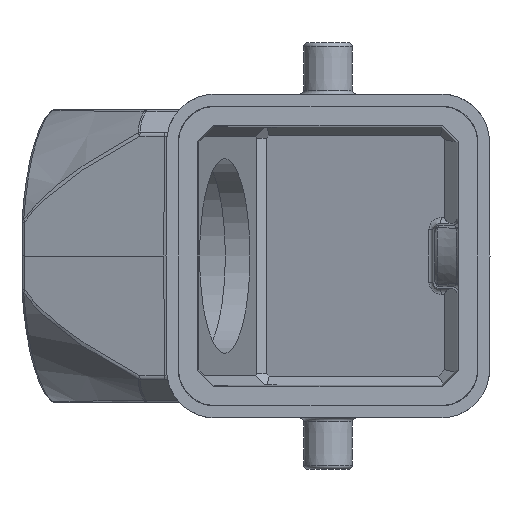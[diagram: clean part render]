
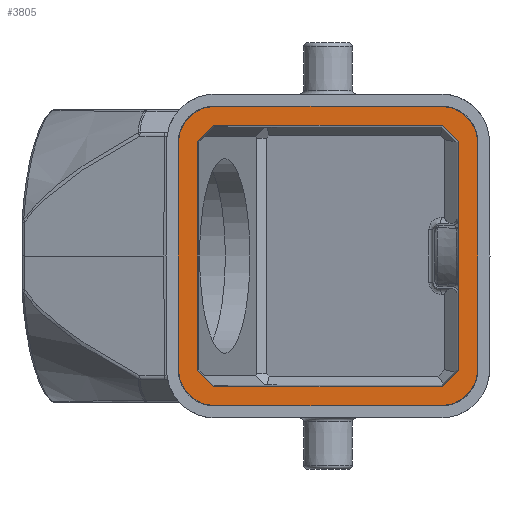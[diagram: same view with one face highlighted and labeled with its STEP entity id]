
A CAD part, front view. The second image highlights one B-rep face of the part: STEP entity #3805.
In plain terms, the highlighted planar face has unit normal (0, -1, 0).
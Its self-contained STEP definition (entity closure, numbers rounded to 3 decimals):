
#319=FACE_BOUND('',#828,.T.);
#369=PLANE('',#4214);
#581=FACE_OUTER_BOUND('',#827,.T.);
#827=EDGE_LOOP('',(#3362,#3363,#3364,#3365,#3366,#3367,#3368,#3369));
#828=EDGE_LOOP('',(#3370,#3371,#3372,#3373,#3374,#3375,#3376,#3377));
#1066=LINE('',#8581,#1325);
#1088=LINE('',#9203,#1347);
#1089=LINE('',#9566,#1348);
#1090=LINE('',#9569,#1349);
#1091=LINE('',#9571,#1350);
#1092=LINE('',#9575,#1351);
#1093=LINE('',#9579,#1352);
#1094=LINE('',#9581,#1353);
#1095=LINE('',#9583,#1354);
#1096=LINE('',#9584,#1355);
#1097=LINE('',#9586,#1356);
#1098=LINE('',#9587,#1357);
#1325=VECTOR('',#5103,1.906);
#1347=VECTOR('',#5159,18.805);
#1348=VECTOR('',#5164,18.6);
#1349=VECTOR('',#5167,18.6);
#1350=VECTOR('',#5168,18.6);
#1351=VECTOR('',#5171,18.6);
#1352=VECTOR('',#5174,1.906);
#1353=VECTOR('',#5175,18.805);
#1354=VECTOR('',#5176,1.906);
#1355=VECTOR('',#5177,18.805);
#1356=VECTOR('',#5178,1.906);
#1357=VECTOR('',#5179,18.805);
#1403=CIRCLE('',#3884,3.);
#1542=CIRCLE('',#4215,3.);
#1543=CIRCLE('',#4216,3.);
#1544=CIRCLE('',#4217,3.);
#1570=VERTEX_POINT('',#5375);
#1571=VERTEX_POINT('',#5377);
#1831=VERTEX_POINT('',#8578);
#1832=VERTEX_POINT('',#8580);
#1860=VERTEX_POINT('',#9201);
#1862=VERTEX_POINT('',#9564);
#1863=VERTEX_POINT('',#9565);
#1864=VERTEX_POINT('',#9567);
#1865=VERTEX_POINT('',#9570);
#1866=VERTEX_POINT('',#9572);
#1867=VERTEX_POINT('',#9574);
#1868=VERTEX_POINT('',#9577);
#1869=VERTEX_POINT('',#9578);
#1870=VERTEX_POINT('',#9580);
#1871=VERTEX_POINT('',#9582);
#1872=VERTEX_POINT('',#9585);
#1903=EDGE_CURVE('',#1571,#1570,#1403,.T.);
#2338=EDGE_CURVE('',#1832,#1831,#1066,.T.);
#2380=EDGE_CURVE('',#1860,#1831,#1088,.T.);
#2386=EDGE_CURVE('',#1862,#1863,#1089,.T.);
#2387=EDGE_CURVE('',#1862,#1864,#1542,.T.);
#2388=EDGE_CURVE('',#1571,#1864,#1090,.T.);
#2389=EDGE_CURVE('',#1865,#1570,#1091,.T.);
#2390=EDGE_CURVE('',#1865,#1866,#1543,.T.);
#2391=EDGE_CURVE('',#1867,#1866,#1092,.T.);
#2392=EDGE_CURVE('',#1867,#1863,#1544,.T.);
#2393=EDGE_CURVE('',#1868,#1869,#1093,.T.);
#2394=EDGE_CURVE('',#1870,#1869,#1094,.T.);
#2395=EDGE_CURVE('',#1870,#1871,#1095,.T.);
#2396=EDGE_CURVE('',#1832,#1871,#1096,.T.);
#2397=EDGE_CURVE('',#1860,#1872,#1097,.T.);
#2398=EDGE_CURVE('',#1868,#1872,#1098,.T.);
#3362=ORIENTED_EDGE('',*,*,#2386,.F.);
#3363=ORIENTED_EDGE('',*,*,#2387,.T.);
#3364=ORIENTED_EDGE('',*,*,#2388,.F.);
#3365=ORIENTED_EDGE('',*,*,#1903,.T.);
#3366=ORIENTED_EDGE('',*,*,#2389,.F.);
#3367=ORIENTED_EDGE('',*,*,#2390,.T.);
#3368=ORIENTED_EDGE('',*,*,#2391,.F.);
#3369=ORIENTED_EDGE('',*,*,#2392,.T.);
#3370=ORIENTED_EDGE('',*,*,#2393,.T.);
#3371=ORIENTED_EDGE('',*,*,#2394,.F.);
#3372=ORIENTED_EDGE('',*,*,#2395,.T.);
#3373=ORIENTED_EDGE('',*,*,#2396,.F.);
#3374=ORIENTED_EDGE('',*,*,#2338,.T.);
#3375=ORIENTED_EDGE('',*,*,#2380,.F.);
#3376=ORIENTED_EDGE('',*,*,#2397,.T.);
#3377=ORIENTED_EDGE('',*,*,#2398,.F.);
#3805=ADVANCED_FACE('',(#581,#319),#369,.T.);
#3884=AXIS2_PLACEMENT_3D('',#5378,#4298,#4299);
#4214=AXIS2_PLACEMENT_3D('',#9563,#5162,#5163);
#4215=AXIS2_PLACEMENT_3D('',#9568,#5165,#5166);
#4216=AXIS2_PLACEMENT_3D('',#9573,#5169,#5170);
#4217=AXIS2_PLACEMENT_3D('',#9576,#5172,#5173);
#4298=DIRECTION('center_axis',(0.,-1.,0.));
#4299=DIRECTION('ref_axis',(0.,0.,-1.));
#5103=DIRECTION('',(0.707,0.,-0.707));
#5159=DIRECTION('',(0.,0.,1.));
#5162=DIRECTION('center_axis',(0.,-1.,0.));
#5163=DIRECTION('ref_axis',(0.,0.,-1.));
#5164=DIRECTION('',(0.,0.,1.));
#5165=DIRECTION('center_axis',(0.,-1.,0.));
#5166=DIRECTION('ref_axis',(-1.,0.,0.));
#5167=DIRECTION('',(-1.,0.,0.));
#5168=DIRECTION('',(0.,0.,-1.));
#5169=DIRECTION('center_axis',(0.,-1.,0.));
#5170=DIRECTION('ref_axis',(1.,0.,0.));
#5171=DIRECTION('',(1.,0.,0.));
#5172=DIRECTION('center_axis',(0.,-1.,0.));
#5173=DIRECTION('ref_axis',(0.,0.,1.));
#5174=DIRECTION('',(-0.707,0.,0.707));
#5175=DIRECTION('',(0.,0.,-1.));
#5176=DIRECTION('',(0.707,0.,0.707));
#5177=DIRECTION('',(-1.,0.,0.));
#5178=DIRECTION('',(-0.707,0.,-0.707));
#5179=DIRECTION('',(1.,0.,0.));
#5375=CARTESIAN_POINT('',(12.3,3.7,-9.3));
#5377=CARTESIAN_POINT('',(9.3,3.7,-12.3));
#5378=CARTESIAN_POINT('Origin',(9.3,3.7,-9.3));
#8578=CARTESIAN_POINT('',(10.75,3.7,9.403));
#8580=CARTESIAN_POINT('',(9.403,3.7,10.75));
#8581=CARTESIAN_POINT('',(9.403,3.7,10.75));
#9201=CARTESIAN_POINT('',(10.75,3.7,-9.403));
#9203=CARTESIAN_POINT('',(10.75,3.7,-9.403));
#9563=CARTESIAN_POINT('Origin',(0.,3.7,-11.9));
#9564=CARTESIAN_POINT('',(-12.3,3.7,-9.3));
#9565=CARTESIAN_POINT('',(-12.3,3.7,9.3));
#9566=CARTESIAN_POINT('',(-12.3,3.7,-9.3));
#9567=CARTESIAN_POINT('',(-9.3,3.7,-12.3));
#9568=CARTESIAN_POINT('Origin',(-9.3,3.7,-9.3));
#9569=CARTESIAN_POINT('',(9.3,3.7,-12.3));
#9570=CARTESIAN_POINT('',(12.3,3.7,9.3));
#9571=CARTESIAN_POINT('',(12.3,3.7,9.3));
#9572=CARTESIAN_POINT('',(9.3,3.7,12.3));
#9573=CARTESIAN_POINT('Origin',(9.3,3.7,9.3));
#9574=CARTESIAN_POINT('',(-9.3,3.7,12.3));
#9575=CARTESIAN_POINT('',(-9.3,3.7,12.3));
#9576=CARTESIAN_POINT('Origin',(-9.3,3.7,9.3));
#9577=CARTESIAN_POINT('',(-9.403,3.7,-10.75));
#9578=CARTESIAN_POINT('',(-10.75,3.7,-9.403));
#9579=CARTESIAN_POINT('',(-9.403,3.7,-10.75));
#9580=CARTESIAN_POINT('',(-10.75,3.7,9.403));
#9581=CARTESIAN_POINT('',(-10.75,3.7,9.403));
#9582=CARTESIAN_POINT('',(-9.403,3.7,10.75));
#9583=CARTESIAN_POINT('',(-10.75,3.7,9.403));
#9584=CARTESIAN_POINT('',(9.403,3.7,10.75));
#9585=CARTESIAN_POINT('',(9.403,3.7,-10.75));
#9586=CARTESIAN_POINT('',(10.75,3.7,-9.403));
#9587=CARTESIAN_POINT('',(-9.403,3.7,-10.75));
